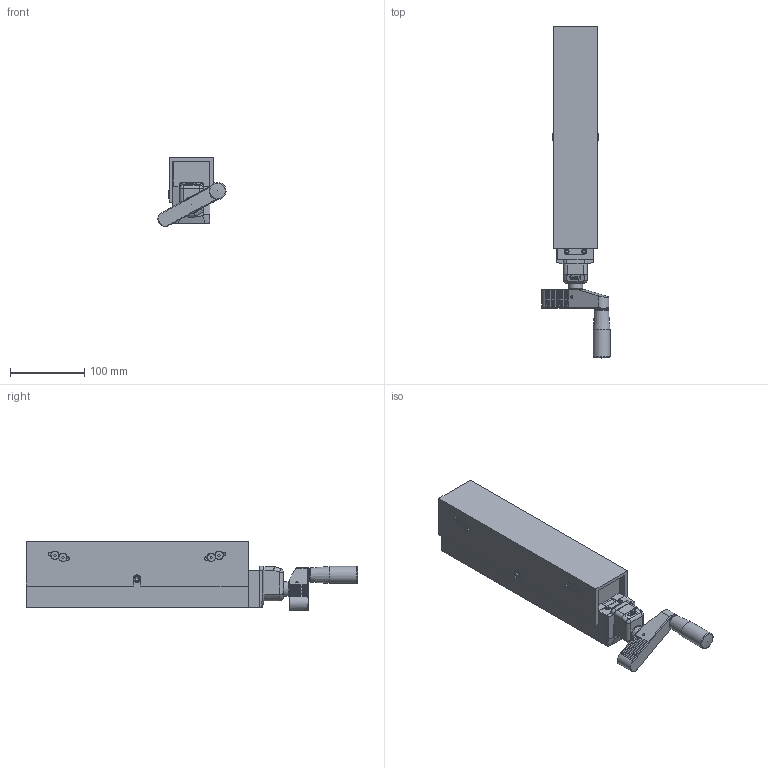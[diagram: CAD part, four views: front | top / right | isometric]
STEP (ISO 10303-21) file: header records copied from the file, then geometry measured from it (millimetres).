
FILE_DESCRIPTION(/* description */ ('Unknown'),/* implementation_level */ '2;1');
FILE_NAME(/* name */ 'Hubeinheit50',/* time_stamp */ '2020-03-29T07:16:50+02:00',/* author */ ('Unknown'),/* organization */ ('Unknown'),/* preprocessor_version */ 'ST-DEVELOPER v16.7',/* originating_system */ 'Solid Edge',/* authorisation */ 'Unknown');
FILE_SCHEMA (('AUTOMOTIVE_DESIGN {1 0 10303 214 3 1 1}'));
Products named in the file (4): 9.1-Hubeinheit-dy; A-0000144-Hubeinheit50-dy; A-0000127-Siko-Adapterplatte-50-dy; A-0000125-Flanschlager50-Stirnseite-dy
Assembly tree (3 placements, depth 2):
  9.1-Hubeinheit-dy
    A-0000144-Hubeinheit50-dy
    A-0000127-Siko-Adapterplatte-50-dy
    A-0000125-Flanschlager50-Stirnseite-dy
Bounding box: 91.98 x 448.46 x 92.91 mm (x, y, z)
Volume: 1059781.5 mm3; surface area: 279885.4 mm2
Topology: 4 solids, 4 shells, 1263 faces, 3404 edges, 2208 vertices
Faces by surface type: plane 830, cylinder 222, cone 91, bspline 85, torus 32, sphere 3
Full cylindrical faces by diameter (mm): 1.7 x2, 3 x3, 3.2 x2, 4 x1, 4.917 x16, 5 x24, 5.3 x2, 5.5 x2, 5.8 x2, 6 x5, 6.4 x4, 6.5 x2, 10 x6, 11 x4, 12 x3, 13.024 x1, 14 x1, 16 x1, 17.3 x2, 18 x3, 20 x1, 22 x3, 23 x1, 27 x1, 28.5 x1, 30 x1, 33.9 x2
Entity records: 54014 total; most frequent: CARTESIAN_POINT 15547, ORIENTED_EDGE 6316, DIRECTION 5816, EDGE_CURVE 3158, LINE 2164, VECTOR 2164, VERTEX_POINT 2151, AXIS2_PLACEMENT_3D 1826
